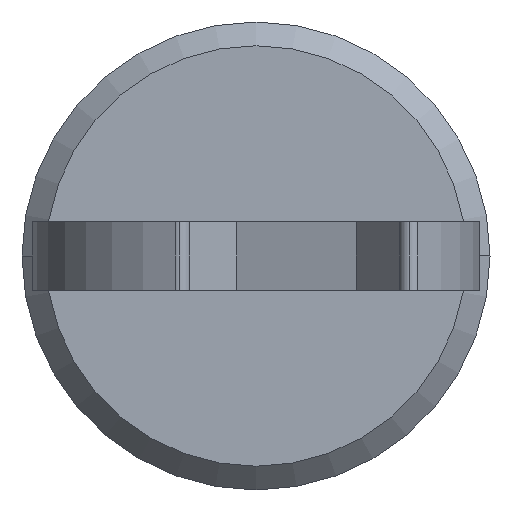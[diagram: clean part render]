
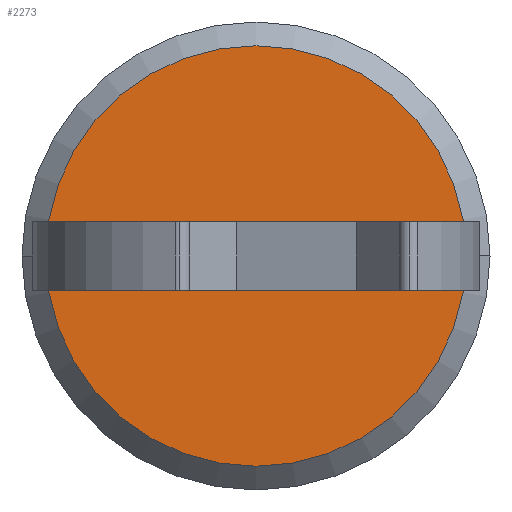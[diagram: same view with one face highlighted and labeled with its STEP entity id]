
A CAD part, left-side view. The second image highlights one B-rep face of the part: STEP entity #2273.
In plain terms, the highlighted planar face has unit normal (-1, 0, 0).
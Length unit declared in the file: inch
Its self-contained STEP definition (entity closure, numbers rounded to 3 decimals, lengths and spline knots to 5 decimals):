
#641 = CARTESIAN_POINT ( 'NONE',  ( 0., -0.2451, 0.05 ) ) ;
#704 = VECTOR ( 'NONE', #11790, 39.37008 ) ;
#986 = DIRECTION ( 'NONE',  ( 0., 1., 0. ) ) ;
#1047 = EDGE_CURVE ( 'NONE', #25958, #17527, #12161, .T. ) ;
#1146 = EDGE_CURVE ( 'NONE', #1571, #17527, #26649, .T. ) ;
#1571 = VERTEX_POINT ( 'NONE', #6280 ) ;
#2124 = VERTEX_POINT ( 'NONE', #5326 ) ;
#2166 = LINE ( 'NONE', #641, #13624 ) ;
#2273 = ADVANCED_FACE ( 'NONE', ( #9424, #8723 ), #3315, .F. ) ;
#2295 = ORIENTED_EDGE ( 'NONE', *, *, #25962, .T. ) ;
#2313 = ORIENTED_EDGE ( 'NONE', *, *, #7871, .T. ) ;
#2567 = ORIENTED_EDGE ( 'NONE', *, *, #1146, .T. ) ;
#3268 = AXIS2_PLACEMENT_3D ( 'NONE', #21670, #26352, #19441 ) ;
#3299 = CARTESIAN_POINT ( 'NONE',  ( 0., 0.30888, 0. ) ) ;
#3315 = PLANE ( 'NONE',  #6032 ) ;
#3595 = DIRECTION ( 'NONE',  ( 1., 0., 0. ) ) ;
#3762 = VECTOR ( 'NONE', #23719, 39.37008 ) ;
#5020 = VERTEX_POINT ( 'NONE', #3299 ) ;
#5326 = CARTESIAN_POINT ( 'NONE',  ( 0., -0.2451, 0.05 ) ) ;
#5511 = CARTESIAN_POINT ( 'NONE',  ( 0., 0., 0. ) ) ;
#5988 = CIRCLE ( 'NONE', #9479, 0.30888 ) ;
#6032 = AXIS2_PLACEMENT_3D ( 'NONE', #5511, #3595, #986 ) ;
#6280 = CARTESIAN_POINT ( 'NONE',  ( 0., -0.2451, -0.05 ) ) ;
#7698 = EDGE_CURVE ( 'NONE', #2124, #25958, #16541, .T. ) ;
#7871 = EDGE_CURVE ( 'NONE', #16191, #5020, #5988, .T. ) ;
#8723 = FACE_OUTER_BOUND ( 'NONE', #24066, .T. ) ;
#9030 = VECTOR ( 'NONE', #26222, 39.37008 ) ;
#9273 = CIRCLE ( 'NONE', #3268, 0.30888 ) ;
#9424 = FACE_BOUND ( 'NONE', #17817, .T. ) ;
#9479 = AXIS2_PLACEMENT_3D ( 'NONE', #27947, #25850, #25469 ) ;
#11712 = DIRECTION ( 'NONE',  ( 0., 0., -1. ) ) ;
#11790 = DIRECTION ( 'NONE',  ( 0., 0., -1. ) ) ;
#12161 = LINE ( 'NONE', #22950, #704 ) ;
#12343 = ORIENTED_EDGE ( 'NONE', *, *, #19386, .T. ) ;
#13480 = CARTESIAN_POINT ( 'NONE',  ( 0., -0.30888, 0. ) ) ;
#13624 = VECTOR ( 'NONE', #11712, 39.37008 ) ;
#15991 = CARTESIAN_POINT ( 'NONE',  ( 0., 0.2451, 0.05 ) ) ;
#16191 = VERTEX_POINT ( 'NONE', #13480 ) ;
#16541 = LINE ( 'NONE', #15991, #3762 ) ;
#17006 = CARTESIAN_POINT ( 'NONE',  ( 0., 0.2451, -0.05 ) ) ;
#17527 = VERTEX_POINT ( 'NONE', #28486 ) ;
#17817 = EDGE_LOOP ( 'NONE', ( #12343, #2567, #23959, #24339 ) ) ;
#19386 = EDGE_CURVE ( 'NONE', #2124, #1571, #2166, .T. ) ;
#19441 = DIRECTION ( 'NONE',  ( 0., -1., 0. ) ) ;
#21670 = CARTESIAN_POINT ( 'NONE',  ( 0., 0., 0. ) ) ;
#22950 = CARTESIAN_POINT ( 'NONE',  ( 0., 0.2451, 0.05 ) ) ;
#23719 = DIRECTION ( 'NONE',  ( 0., 1., 0. ) ) ;
#23959 = ORIENTED_EDGE ( 'NONE', *, *, #1047, .F. ) ;
#24066 = EDGE_LOOP ( 'NONE', ( #2295, #2313 ) ) ;
#24122 = CARTESIAN_POINT ( 'NONE',  ( 0., 0.2451, 0.05 ) ) ;
#24339 = ORIENTED_EDGE ( 'NONE', *, *, #7698, .F. ) ;
#25469 = DIRECTION ( 'NONE',  ( 0., -1., 0. ) ) ;
#25850 = DIRECTION ( 'NONE',  ( -1., 0., 0. ) ) ;
#25958 = VERTEX_POINT ( 'NONE', #24122 ) ;
#25962 = EDGE_CURVE ( 'NONE', #5020, #16191, #9273, .T. ) ;
#26222 = DIRECTION ( 'NONE',  ( 0., 1., 0. ) ) ;
#26352 = DIRECTION ( 'NONE',  ( -1., 0., 0. ) ) ;
#26649 = LINE ( 'NONE', #17006, #9030 ) ;
#27947 = CARTESIAN_POINT ( 'NONE',  ( 0., 0., 0. ) ) ;
#28486 = CARTESIAN_POINT ( 'NONE',  ( 0., 0.2451, -0.05 ) ) ;
